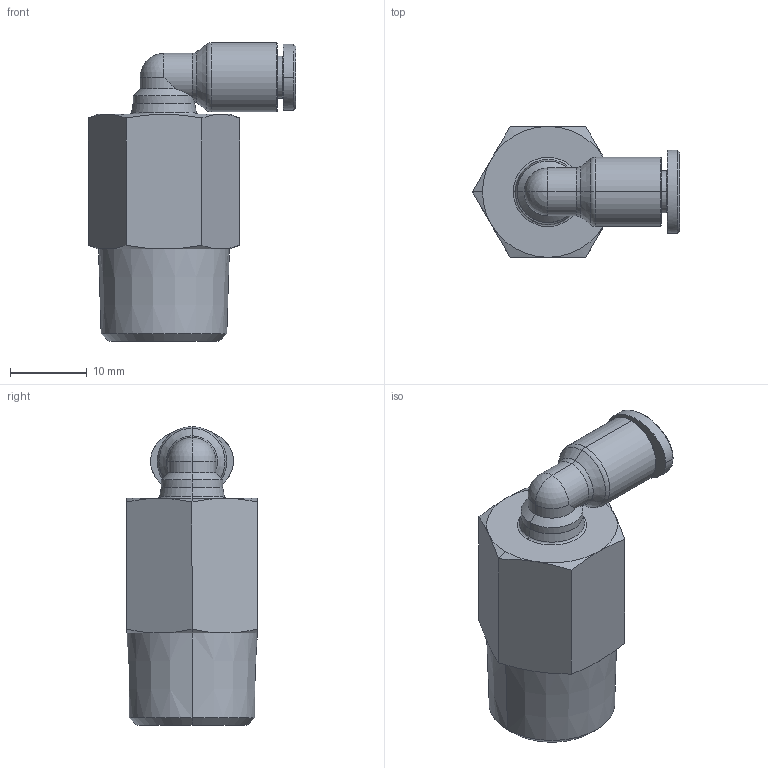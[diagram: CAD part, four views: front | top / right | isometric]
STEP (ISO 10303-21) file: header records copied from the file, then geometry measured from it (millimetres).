
FILE_DESCRIPTION((''),'2;1');
FILE_NAME('GPLL 0403(3D).stp','2012-12-21T11:06:05',(''),(''),'Mechanical Desktop.R8.0.24.0','Mechanical Desktop.R8.0.24.0',', , ');
FILE_SCHEMA(('CONFIG_CONTROL_DESIGN'));
Length unit declared in the file: millimetre
Products named in the file (2): GPLL 0403(3D); ºÎÇ°1
Assembly tree (1 placements, depth 2):
  GPLL 0403(3D)
    ºÎÇ°1
Bounding box: 26.91 x 17 x 38.8 mm (x, y, z)
Volume: 5605 mm3; surface area: 3721.4 mm2
Topology: 1 solids, 1 shells, 433 faces, 1196 edges, 780 vertices
Faces by surface type: plane 338, cone 36, bspline 33, cylinder 22, torus 2, sphere 2
Entity records: 14442 total; most frequent: CARTESIAN_POINT 3407, ORIENTED_EDGE 2384, DIRECTION 2105, EDGE_CURVE 1192, VECTOR 1013, LINE 1013, VERTEX_POINT 780, AXIS2_PLACEMENT_3D 546
